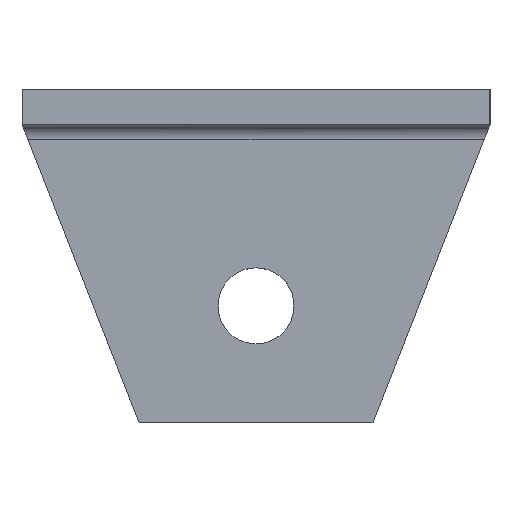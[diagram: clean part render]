
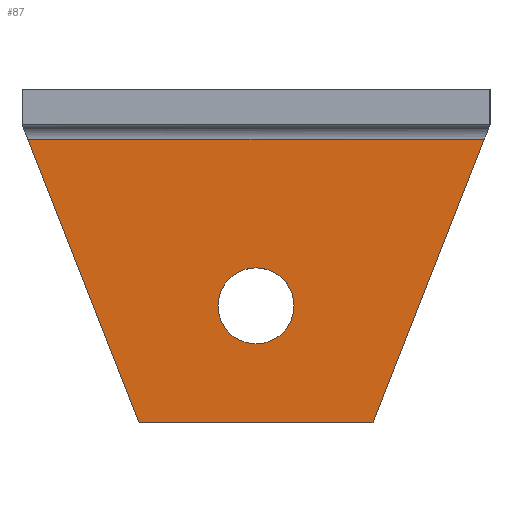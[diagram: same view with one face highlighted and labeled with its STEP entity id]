
A CAD part, top view. The second image highlights one B-rep face of the part: STEP entity #87.
In plain terms, the highlighted planar face has unit normal (0, 0, 1).
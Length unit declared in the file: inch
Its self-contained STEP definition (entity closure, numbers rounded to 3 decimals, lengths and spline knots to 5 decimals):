
#87=ADVANCED_FACE('',(#182,#183),#184,.T.);
#182=FACE_BOUND('',#341,.T.);
#183=FACE_OUTER_BOUND('',#342,.T.);
#184=PLANE('',#343);
#341=EDGE_LOOP('',(#534,#535,#536,#537));
#342=EDGE_LOOP('',(#538,#539,#540,#541));
#343=AXIS2_PLACEMENT_3D('',#542,#543,#544);
#534=ORIENTED_EDGE('',*,*,#747,.F.);
#535=ORIENTED_EDGE('',*,*,#748,.F.);
#536=ORIENTED_EDGE('',*,*,#691,.F.);
#537=ORIENTED_EDGE('',*,*,#734,.F.);
#538=ORIENTED_EDGE('',*,*,#749,.F.);
#539=ORIENTED_EDGE('',*,*,#672,.F.);
#540=ORIENTED_EDGE('',*,*,#750,.F.);
#541=ORIENTED_EDGE('',*,*,#751,.F.);
#542=CARTESIAN_POINT('',(0.62501,1.03518,0.1875));
#543=DIRECTION('',(0.0,0.0,1.0));
#544=DIRECTION('',(1.0,0.0,0.0));
#672=EDGE_CURVE('',#787,#788,#789,.T.);
#691=EDGE_CURVE('',#822,#823,#824,.T.);
#734=EDGE_CURVE('',#892,#822,#893,.T.);
#747=EDGE_CURVE('',#909,#892,#910,.T.);
#748=EDGE_CURVE('',#823,#909,#911,.T.);
#749=EDGE_CURVE('',#788,#912,#913,.T.);
#750=EDGE_CURVE('',#914,#787,#915,.T.);
#751=EDGE_CURVE('',#912,#914,#916,.T.);
#787=VERTEX_POINT('',#958);
#788=VERTEX_POINT('',#959);
#789=LINE('',#960,#961);
#822=VERTEX_POINT('',#1009);
#823=VERTEX_POINT('',#1010);
#824=B_SPLINE_CURVE_WITH_KNOTS('',3,(#1011,#1012,#1013,#1014),.UNSPECIFIED.,.F.,.F.,(4,4),(0.0,1.0),.UNSPECIFIED.);
#892=VERTEX_POINT('',#1126);
#893=B_SPLINE_CURVE_WITH_KNOTS('',3,(#1127,#1128,#1129,#1130),.UNSPECIFIED.,.F.,.F.,(4,4),(0.0,1.0),.UNSPECIFIED.);
#909=VERTEX_POINT('',#1165);
#910=B_SPLINE_CURVE_WITH_KNOTS('',3,(#1166,#1167,#1168,#1169),.UNSPECIFIED.,.F.,.F.,(4,4),(0.0,1.0),.UNSPECIFIED.);
#911=B_SPLINE_CURVE_WITH_KNOTS('',3,(#1170,#1171,#1172,#1173),.UNSPECIFIED.,.F.,.F.,(4,4),(0.0,1.0),.UNSPECIFIED.);
#912=VERTEX_POINT('',#1174);
#913=LINE('',#1175,#1176);
#914=VERTEX_POINT('',#1177);
#915=LINE('',#1178,#1179);
#916=LINE('',#1180,#1181);
#958=CARTESIAN_POINT('',(0.0,0.0,0.1875));
#959=CARTESIAN_POINT('',(-0.59364,1.51377,0.1875));
#960=CARTESIAN_POINT('',(0.0,0.0,0.1875));
#961=VECTOR('',#1249,1.0);
#1009=CARTESIAN_POINT('',(0.42188,0.62501,0.1875));
#1010=CARTESIAN_POINT('',(0.625,0.42189,0.1875));
#1011=CARTESIAN_POINT('',(0.42188,0.62501,0.1875));
#1012=CARTESIAN_POINT('',(0.42188,0.51283,0.1875));
#1013=CARTESIAN_POINT('',(0.51283,0.42189,0.1875));
#1014=CARTESIAN_POINT('',(0.625,0.42189,0.1875));
#1126=CARTESIAN_POINT('',(0.625,0.82813,0.1875));
#1127=CARTESIAN_POINT('',(0.625,0.82813,0.1875));
#1128=CARTESIAN_POINT('',(0.51283,0.82813,0.1875));
#1129=CARTESIAN_POINT('',(0.42188,0.7372,0.1875));
#1130=CARTESIAN_POINT('',(0.42188,0.62501,0.1875));
#1165=CARTESIAN_POINT('',(0.82813,0.62501,0.1875));
#1166=CARTESIAN_POINT('',(0.82813,0.62501,0.1875));
#1167=CARTESIAN_POINT('',(0.82813,0.7372,0.1875));
#1168=CARTESIAN_POINT('',(0.7372,0.82813,0.1875));
#1169=CARTESIAN_POINT('',(0.625,0.82813,0.1875));
#1170=CARTESIAN_POINT('',(0.625,0.42189,0.1875));
#1171=CARTESIAN_POINT('',(0.7372,0.42189,0.1875));
#1172=CARTESIAN_POINT('',(0.82813,0.51283,0.1875));
#1173=CARTESIAN_POINT('',(0.82813,0.62501,0.1875));
#1174=CARTESIAN_POINT('',(1.84366,1.51377,0.1875));
#1175=CARTESIAN_POINT('',(0.62497,1.51377,0.1875));
#1176=VECTOR('',#1310,1.0);
#1177=CARTESIAN_POINT('',(1.25001,0.0,0.1875));
#1178=CARTESIAN_POINT('',(1.25001,0.0,0.1875));
#1179=VECTOR('',#1311,1.0);
#1180=CARTESIAN_POINT('',(1.87503,1.59376,0.1875));
#1181=VECTOR('',#1312,1.0);
#1249=DIRECTION('',(-0.365,0.931,0.0));
#1310=DIRECTION('',(1.0,0.,-0.0));
#1311=DIRECTION('',(-1.0,0.0,0.0));
#1312=DIRECTION('',(-0.365,-0.931,0.0));
